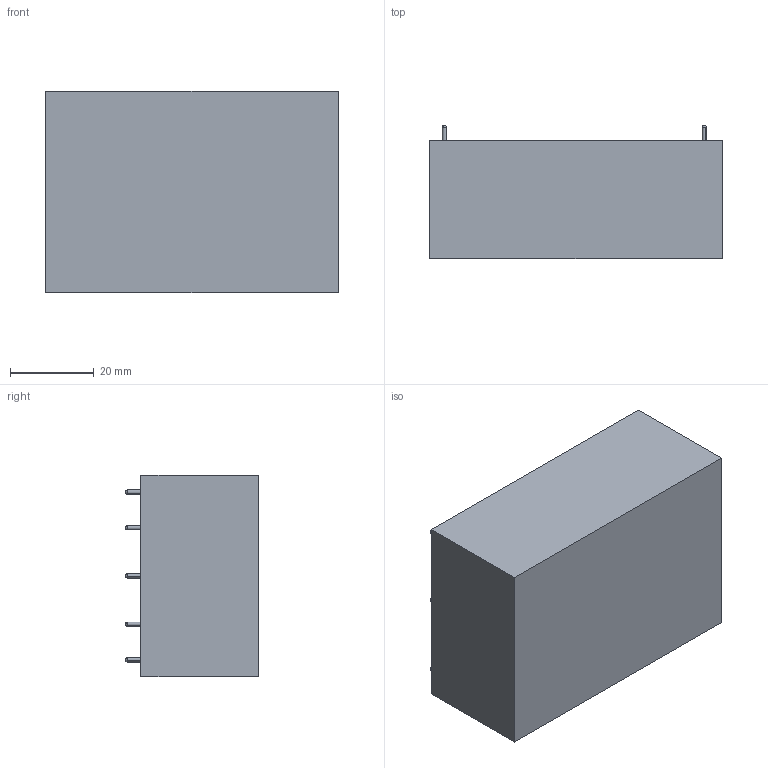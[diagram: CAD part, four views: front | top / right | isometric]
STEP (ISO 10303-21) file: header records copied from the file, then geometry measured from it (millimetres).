
FILE_DESCRIPTION (( 'STEP AP214' ), '1' );
FILE_NAME ('BP12015.STEP', '2022-04-20T12:47:20', ( '' ), ( '' ), 'SwSTEP 2.0', 'SolidWorks 2020', '' );
FILE_SCHEMA (( 'AUTOMOTIVE_DESIGN' ));
Length unit declared in the file: inch
Products named in the file (6): 321210000 Rev A_web model; 321210000 assembly_web model; BP12015; Pin (swage mnt)_.040 x 1.00; covers_dropins_plugged hole; 860047930 Rev B_1.08 inch tall
Assembly tree (9 placements, depth 3):
  BP12015
    860047930 Rev B_1.08 inch tall
    321210000 assembly_web model
      321210000 Rev A_web model
      Pin (swage mnt)_.040 x 1.00  x5
    covers_dropins_plugged hole
Bounding box: 69.85 x 31.8 x 48.01 mm (x, y, z)
Volume: 19831.2 mm3; surface area: 32847 mm2
Topology: 8 solids, 8 shells, 291 faces, 794 edges, 516 vertices
Faces by surface type: cylinder 204, plane 67, cone 10, sphere 10
Entity records: 8594 total; most frequent: DIRECTION 1490, CARTESIAN_POINT 1334, ORIENTED_EDGE 1308, EDGE_CURVE 654, AXIS2_PLACEMENT_3D 592, VERTEX_POINT 436, EDGE_LOOP 384, CIRCLE 348
